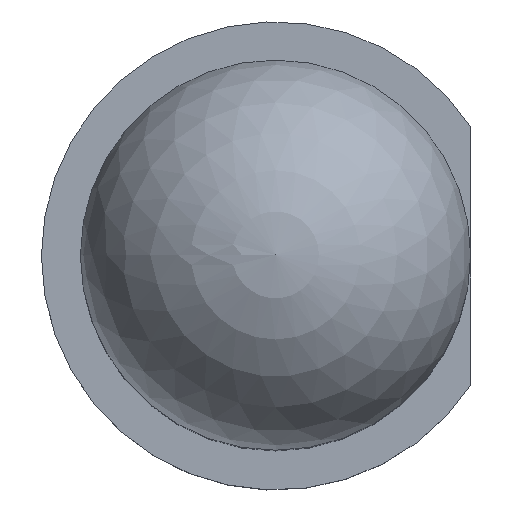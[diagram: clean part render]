
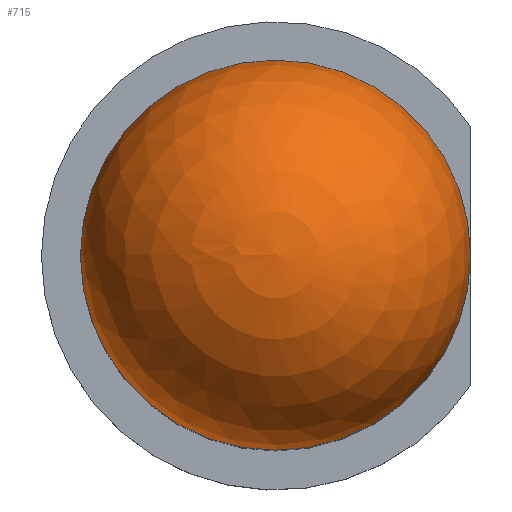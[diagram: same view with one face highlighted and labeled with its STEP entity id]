
A CAD part, top view. The second image highlights one B-rep face of the part: STEP entity #715.
In plain terms, the highlighted spherical face has radius 2.5 mm.
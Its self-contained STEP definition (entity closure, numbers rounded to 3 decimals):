
#19=CIRCLE('',#781,2.5);
#20=CIRCLE('',#782,2.5);
#25=SPHERICAL_SURFACE('',#780,2.5);
#76=FACE_OUTER_BOUND('',#122,.T.);
#122=EDGE_LOOP('',(#608,#609,#610));
#348=VERTEX_POINT('',#1160);
#349=VERTEX_POINT('',#1162);
#436=EDGE_CURVE('',#348,#348,#19,.T.);
#437=EDGE_CURVE('',#349,#348,#20,.T.);
#608=ORIENTED_EDGE('',*,*,#436,.T.);
#609=ORIENTED_EDGE('',*,*,#437,.F.);
#610=ORIENTED_EDGE('',*,*,#437,.T.);
#715=ADVANCED_FACE('',(#76),#25,.T.);
#780=AXIS2_PLACEMENT_3D('',#1159,#957,#958);
#781=AXIS2_PLACEMENT_3D('',#1161,#959,#960);
#782=AXIS2_PLACEMENT_3D('',#1163,#961,#962);
#957=DIRECTION('center_axis',(0.,0.,1.));
#958=DIRECTION('ref_axis',(1.,0.,0.));
#959=DIRECTION('center_axis',(0.,0.,1.));
#960=DIRECTION('ref_axis',(1.,0.,0.));
#961=DIRECTION('center_axis',(0.,-1.,0.));
#962=DIRECTION('ref_axis',(-1.,0.,0.));
#1159=CARTESIAN_POINT('Origin',(0.,0.,6.5));
#1160=CARTESIAN_POINT('',(-2.5,0.,6.5));
#1161=CARTESIAN_POINT('Origin',(0.,0.,6.5));
#1162=CARTESIAN_POINT('',(0.,0.,9.));
#1163=CARTESIAN_POINT('Origin',(0.,0.,6.5));
